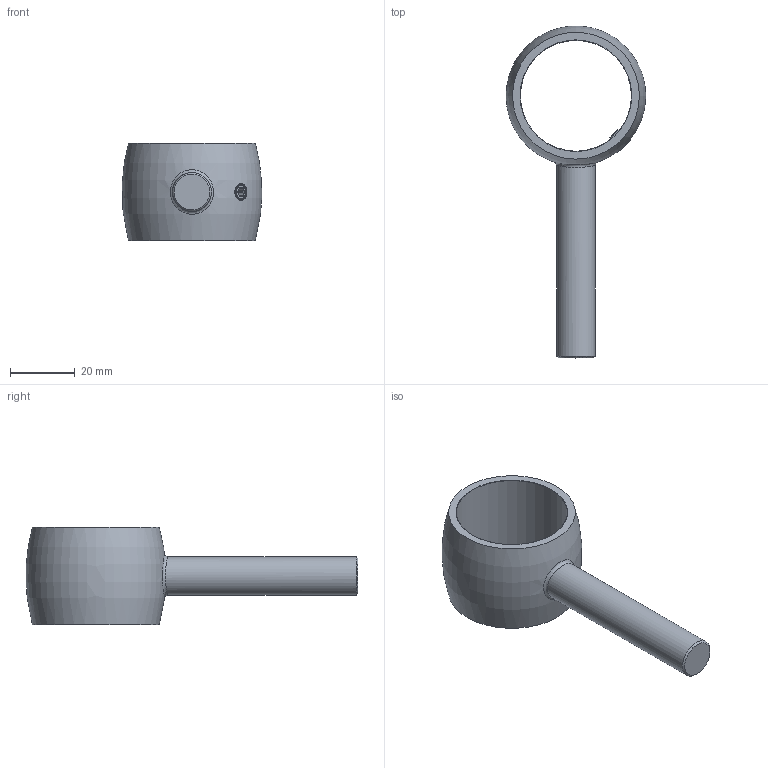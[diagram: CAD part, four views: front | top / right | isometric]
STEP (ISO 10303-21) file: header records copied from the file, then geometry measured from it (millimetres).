
FILE_DESCRIPTION (( 'STEP AP203' ), '1' );
FILE_NAME ('50391-240.step', '2021-11-25T15:26:56', ( '' ), ( '' ), 'SwSTEP 2.0', 'SolidWorks 2018', '' );
FILE_SCHEMA (( 'CONFIG_CONTROL_DESIGN' ));
Length unit declared in the file: millimetre
Products named in the file (8): 50391-240; DIN913 M5x5_M5x5 Keyshot; 50391-240 Teil2 (DIN913 M5x5); DIN913 M5x5; 50391-240 Teil1; 50391-240 Teil2 (DIN913 M5x5)_DIN913 M5x6
Assembly tree (5 placements, depth 2):
  50391-240
    50391-240 Teil1
    50391-240 Teil2 (DIN913 M5x5)_DIN913 M5x6
    DIN913 M5x5_M5x5 Keyshot
  50391-240 Teil2 (DIN913 M5x5)
  50391-240
    50391-240 Teil1
    DIN913 M5x5
Bounding box: 43.09 x 102.57 x 30 mm (x, y, z)
Volume: 20465 mm3; surface area: 10362.9 mm2
Topology: 3 solids, 3 shells, 73 faces, 165 edges, 99 vertices
Faces by surface type: cylinder 23, plane 21, torus 9, bspline 8, cone 6, sphere 6
Full cylindrical faces by diameter (mm): 5 x1, 12 x1, 34.3 x1
Entity records: 16898 total; most frequent: CARTESIAN_POINT 14665, DIRECTION 320, ORIENTED_EDGE 278, EDGE_CURVE 139, AXIS2_PLACEMENT_3D 133, EDGE_LOOP 91, VERTEX_POINT 88, FACE_OUTER_BOUND 80
